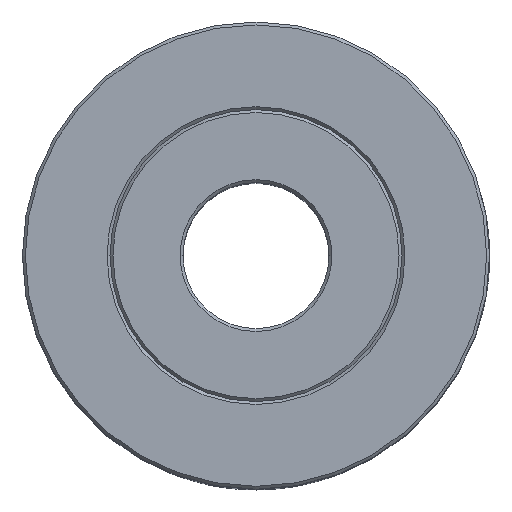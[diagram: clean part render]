
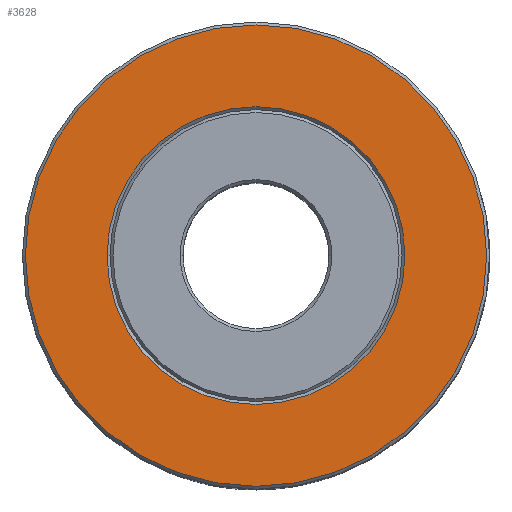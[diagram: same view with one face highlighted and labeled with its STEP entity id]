
A CAD part, top view. The second image highlights one B-rep face of the part: STEP entity #3628.
In plain terms, the highlighted planar face has unit normal (0, 0, 1).
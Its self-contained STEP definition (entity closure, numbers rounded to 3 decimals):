
#218=FACE_BOUND('',#640,.T.);
#235=PLANE('',#4183);
#429=FACE_OUTER_BOUND('',#639,.T.);
#639=EDGE_LOOP('',(#3398));
#640=EDGE_LOOP('',(#3399));
#1377=CIRCLE('',#4184,7.9);
#1378=CIRCLE('',#4185,5.1);
#1746=VERTEX_POINT('',#6871);
#1747=VERTEX_POINT('',#6873);
#2298=EDGE_CURVE('',#1746,#1746,#1377,.T.);
#2299=EDGE_CURVE('',#1747,#1747,#1378,.T.);
#3398=ORIENTED_EDGE('',*,*,#2298,.T.);
#3399=ORIENTED_EDGE('',*,*,#2299,.T.);
#3628=ADVANCED_FACE('',(#429,#218),#235,.T.);
#4183=AXIS2_PLACEMENT_3D('',#6870,#5457,#5458);
#4184=AXIS2_PLACEMENT_3D('',#6872,#5459,#5460);
#4185=AXIS2_PLACEMENT_3D('',#6874,#5461,#5462);
#5457=DIRECTION('center_axis',(0.,0.,1.));
#5458=DIRECTION('ref_axis',(0.,-1.,0.));
#5459=DIRECTION('center_axis',(0.,0.,1.));
#5460=DIRECTION('ref_axis',(0.,1.,0.));
#5461=DIRECTION('center_axis',(0.,0.,-1.));
#5462=DIRECTION('ref_axis',(0.,-1.,0.));
#6870=CARTESIAN_POINT('Origin',(0.,0.,16.));
#6871=CARTESIAN_POINT('',(0.,-7.9,16.));
#6872=CARTESIAN_POINT('Origin',(0.,0.,16.));
#6873=CARTESIAN_POINT('',(0.,5.1,16.));
#6874=CARTESIAN_POINT('Origin',(0.,0.,16.));
